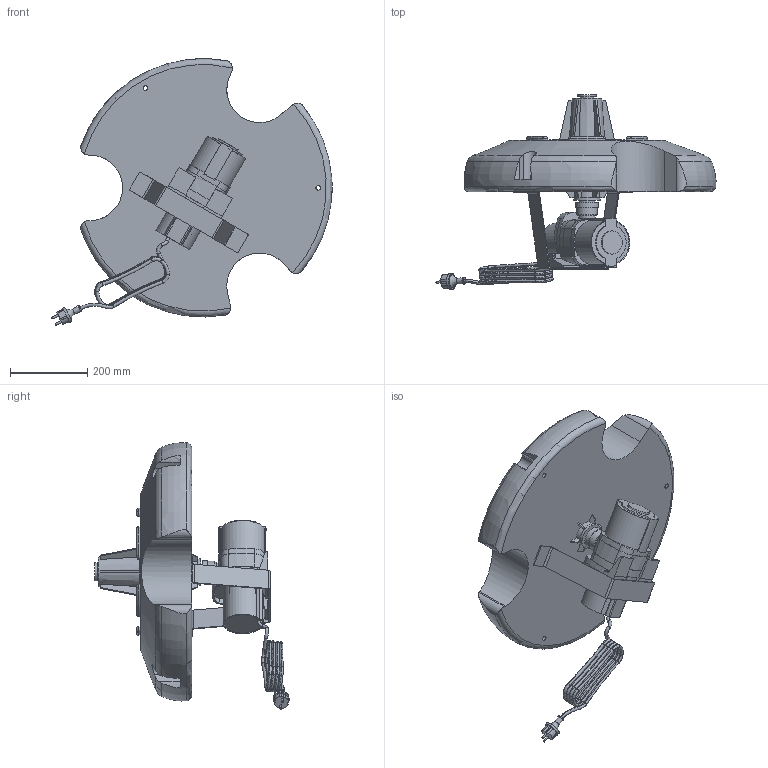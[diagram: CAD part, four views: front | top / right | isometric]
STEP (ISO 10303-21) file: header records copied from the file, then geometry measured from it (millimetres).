
FILE_DESCRIPTION(/* description */ (''),/* implementation_level */ '2;1');
FILE_NAME(/* name */ '57704 Pondjet Eco.stp',/* time_stamp */ '2016-07-22T11:03:00+02:00',/* author */ ('guzb562'),/* organization */ (''),/* preprocessor_version */ 'ST-DEVELOPER v16.1',/* originating_system */ 'Autodesk Inventor 2016',/* authorisation */ '');
FILE_SCHEMA (('AUTOMOTIVE_DESIGN { 1 0 10303 214 3 1 1 }'));
Length unit declared in the file: millimetre
Products named in the file (3): pondjet; kabel_1; 57704 Pondjet Eco
Assembly tree (2 placements, depth 2):
  57704 Pondjet Eco
    pondjet
    kabel_1
Bounding box: 727.3 x 504.49 x 691.86 mm (x, y, z)
Volume: 37771467.8 mm3; surface area: 1380864.6 mm2
Topology: 7 solids, 10 shells, 857 faces, 2316 edges, 1521 vertices
Faces by surface type: plane 507, cylinder 166, bspline 125, cone 33, torus 26
Full cylindrical faces by diameter (mm): 4.967 x1, 5 x2, 14.177 x2, 15.074 x1, 17.069 x1, 23.436 x1, 33.85 x1, 40.074 x1, 41.584 x1, 44.052 x1, 47.264 x1, 49.457 x1, 54.421 x1, 58.159 x1, 59.996 x1, 64.669 x1, 68.769 x1, 112.547 x1, 116 x1, 207.964 x1, 217.72 x1
Entity records: 44677 total; most frequent: CARTESIAN_POINT 24761, ORIENTED_EDGE 4550, DIRECTION 3504, EDGE_CURVE 2274, VERTEX_POINT 1509, AXIS2_PLACEMENT_3D 1288, EDGE_LOOP 948, LINE 928
